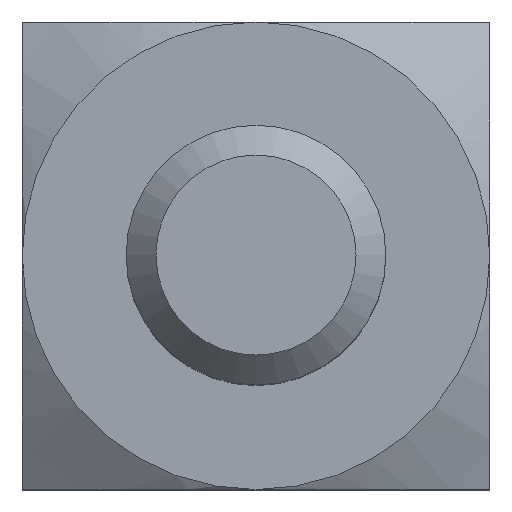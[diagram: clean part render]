
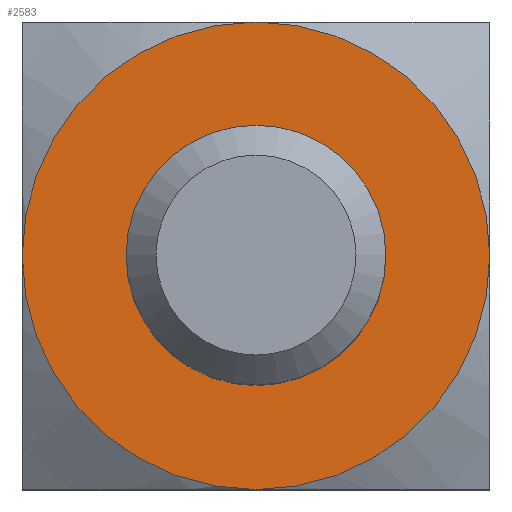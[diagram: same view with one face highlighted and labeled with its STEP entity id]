
A CAD part, top view. The second image highlights one B-rep face of the part: STEP entity #2583.
In plain terms, the highlighted planar face has unit normal (0, 0, 1).
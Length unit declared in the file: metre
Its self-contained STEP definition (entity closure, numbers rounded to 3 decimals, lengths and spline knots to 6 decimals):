
#20=CIRCLE('',#2758,0.0045);
#21=CIRCLE('',#2760,0.0045);
#22=CIRCLE('',#2762,0.0045);
#23=CIRCLE('',#2764,0.0045);
#24=CIRCLE('',#2766,0.0025);
#711=ORIENTED_EDGE('',*,*,#1061,.F.);
#712=ORIENTED_EDGE('',*,*,#1059,.T.);
#713=ORIENTED_EDGE('',*,*,#1060,.T.);
#714=ORIENTED_EDGE('',*,*,#1057,.T.);
#715=ORIENTED_EDGE('',*,*,#1058,.T.);
#1057=EDGE_CURVE('',#1266,#1259,#20,.T.);
#1058=EDGE_CURVE('',#1259,#1262,#21,.T.);
#1059=EDGE_CURVE('',#1262,#1264,#22,.T.);
#1060=EDGE_CURVE('',#1264,#1266,#23,.T.);
#1061=EDGE_CURVE('',#1268,#1268,#24,.T.);
#1259=VERTEX_POINT('',#4099);
#1262=VERTEX_POINT('',#4113);
#1264=VERTEX_POINT('',#4125);
#1266=VERTEX_POINT('',#4137);
#1268=VERTEX_POINT('',#4155);
#2096=EDGE_LOOP('',(#711));
#2097=EDGE_LOOP('',(#712,#713,#714,#715));
#2272=FACE_BOUND('',#2096,.T.);
#2273=FACE_BOUND('',#2097,.T.);
#2428=PLANE('',#2765);
#2583=ADVANCED_FACE('',(#2272,#2273),#2428,.T.);
#2758=AXIS2_PLACEMENT_3D('',#4146,#3404,#3405);
#2760=AXIS2_PLACEMENT_3D('',#4148,#3408,#3409);
#2762=AXIS2_PLACEMENT_3D('',#4150,#3412,#3413);
#2764=AXIS2_PLACEMENT_3D('',#4152,#3416,#3417);
#2765=AXIS2_PLACEMENT_3D('',#4153,#3418,#3419);
#2766=AXIS2_PLACEMENT_3D('',#4154,#3420,#3421);
#3404=DIRECTION('',(0.,0.,1.));
#3405=DIRECTION('',(0.,1.,0.));
#3408=DIRECTION('',(0.,0.,1.));
#3409=DIRECTION('',(0.,1.,0.));
#3412=DIRECTION('',(0.,0.,1.));
#3413=DIRECTION('',(0.,1.,0.));
#3416=DIRECTION('',(0.,0.,1.));
#3417=DIRECTION('',(0.,1.,0.));
#3418=DIRECTION('',(0.,0.,1.));
#3419=DIRECTION('',(1.,0.,0.));
#3420=DIRECTION('',(0.,0.,1.));
#3421=DIRECTION('',(1.,0.,0.));
#4099=CARTESIAN_POINT('',(0.0083,0.0038,0.0045));
#4113=CARTESIAN_POINT('',(0.0038,0.0083,0.0045));
#4125=CARTESIAN_POINT('',(-0.0007,0.0038,0.0045));
#4137=CARTESIAN_POINT('',(0.0038,-0.0007,0.0045));
#4146=CARTESIAN_POINT('',(0.0038,0.0038,0.0045));
#4148=CARTESIAN_POINT('',(0.0038,0.0038,0.0045));
#4150=CARTESIAN_POINT('',(0.0038,0.0038,0.0045));
#4152=CARTESIAN_POINT('',(0.0038,0.0038,0.0045));
#4153=CARTESIAN_POINT('',(-0.0007,-0.0007,0.0045));
#4154=CARTESIAN_POINT('',(0.0038,0.0038,0.0045));
#4155=CARTESIAN_POINT('',(0.0063,0.0038,0.0045));
